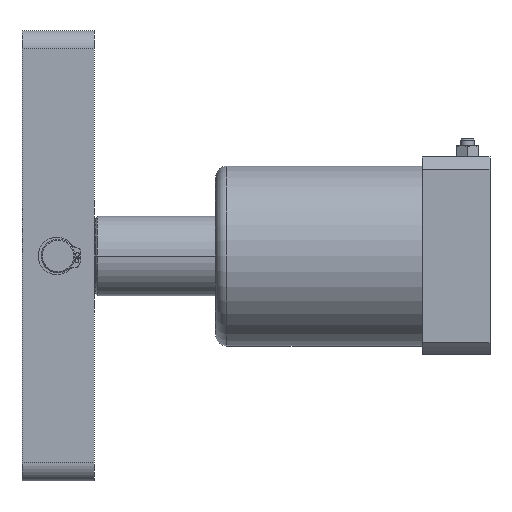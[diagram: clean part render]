
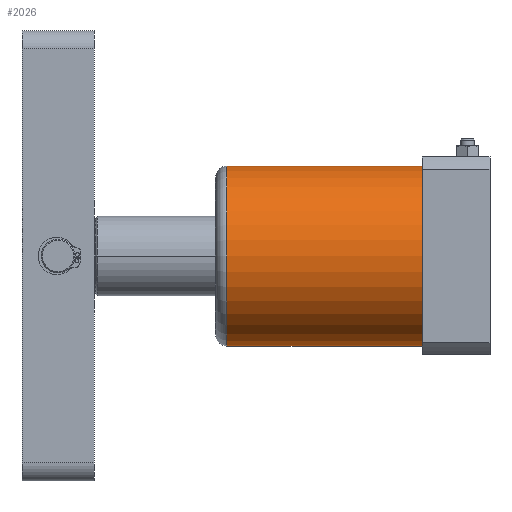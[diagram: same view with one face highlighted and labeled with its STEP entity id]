
A CAD part, left-side view. The second image highlights one B-rep face of the part: STEP entity #2026.
In plain terms, the highlighted cylindrical face has radius 40 mm (diameter 80 mm), a partial arc.
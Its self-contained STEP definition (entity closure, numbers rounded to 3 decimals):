
#26 = DIRECTION ( 'NONE',  ( 0., -1., 0. ) ) ;
#27 = CARTESIAN_POINT ( 'NONE',  ( 0., 122., 40. ) ) ;
#585 = EDGE_CURVE ( 'NONE', #5317, #2456, #4682, .T. ) ;
#602 = EDGE_CURVE ( 'NONE', #5313, #5315, #4706, .T. ) ;
#674 = EDGE_CURVE ( 'NONE', #5317, #5315, #4811, .T. ) ;
#709 = AXIS2_PLACEMENT_3D ( 'NONE', #2921, #2920, #2919 ) ;
#1229 = CARTESIAN_POINT ( 'NONE',  ( 0., 122., -40. ) ) ;
#1250 = DIRECTION ( 'NONE',  ( 0., -1., 0. ) ) ;
#1731 = EDGE_CURVE ( 'NONE', #2456, #5313, #4880, .T. ) ;
#2026 = ADVANCED_FACE ( 'NONE', ( #6652 ), #6661, .T. ) ;
#2456 = VERTEX_POINT ( 'NONE', #7480 ) ;
#2919 = DIRECTION ( 'NONE',  ( 0., 0., 1. ) ) ;
#2920 = DIRECTION ( 'NONE',  ( 0., -1., 0. ) ) ;
#2921 = CARTESIAN_POINT ( 'NONE',  ( 0., 117., 0. ) ) ;
#3306 = ORIENTED_EDGE ( 'NONE', *, *, #674, .F. ) ;
#3307 = ORIENTED_EDGE ( 'NONE', *, *, #585, .T. ) ;
#3308 = ORIENTED_EDGE ( 'NONE', *, *, #1731, .T. ) ;
#3309 = ORIENTED_EDGE ( 'NONE', *, *, #602, .T. ) ;
#4125 = DIRECTION ( 'NONE',  ( 0., 0., -1. ) ) ;
#4127 = DIRECTION ( 'NONE',  ( 0., -1., 0. ) ) ;
#4129 = CARTESIAN_POINT ( 'NONE',  ( 0., 122., 0. ) ) ;
#4266 = CARTESIAN_POINT ( 'NONE',  ( 0., 30., 0. ) ) ;
#4288 = DIRECTION ( 'NONE',  ( 0., 1., 0. ) ) ;
#4296 = DIRECTION ( 'NONE',  ( 0., 0., -1. ) ) ;
#4682 = CIRCLE ( 'NONE', #709, 40. ) ;
#4706 = CIRCLE ( 'NONE', #6175, 40. ) ;
#4811 = LINE ( 'NONE', #27, #4813 ) ;
#4813 = VECTOR ( 'NONE', #26, 1000. ) ;
#4880 = LINE ( 'NONE', #1229, #4882 ) ;
#4882 = VECTOR ( 'NONE', #1250, 1000. ) ;
#5069 = EDGE_LOOP ( 'NONE', ( #3306, #3307, #3308, #3309 ) ) ;
#5313 = VERTEX_POINT ( 'NONE', #7384 ) ;
#5315 = VERTEX_POINT ( 'NONE', #7382 ) ;
#5317 = VERTEX_POINT ( 'NONE', #7380 ) ;
#6175 = AXIS2_PLACEMENT_3D ( 'NONE', #4266, #4288, #4296 ) ;
#6394 = AXIS2_PLACEMENT_3D ( 'NONE', #4129, #4127, #4125 ) ;
#6652 = FACE_OUTER_BOUND ( 'NONE', #5069, .T. ) ;
#6661 = CYLINDRICAL_SURFACE ( 'NONE', #6394, 40. ) ;
#7380 = CARTESIAN_POINT ( 'NONE',  ( 0., 117., 40. ) ) ;
#7382 = CARTESIAN_POINT ( 'NONE',  ( 0., 30., 40. ) ) ;
#7384 = CARTESIAN_POINT ( 'NONE',  ( 0., 30., -40. ) ) ;
#7480 = CARTESIAN_POINT ( 'NONE',  ( 0., 117., -40. ) ) ;
